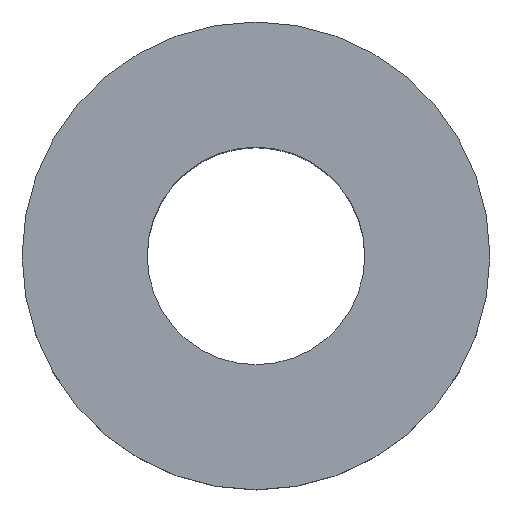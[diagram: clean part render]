
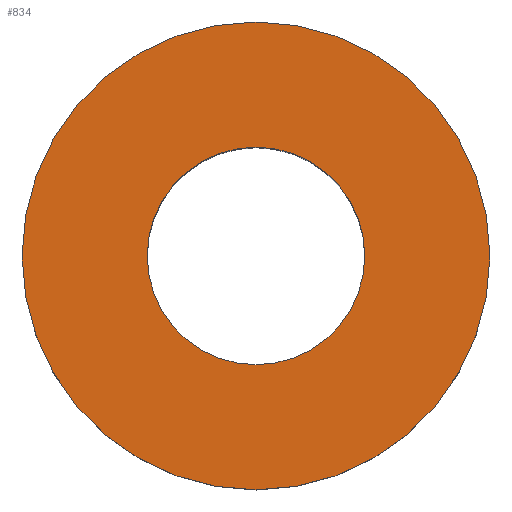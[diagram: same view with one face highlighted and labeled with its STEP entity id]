
A CAD part, top view. The second image highlights one B-rep face of the part: STEP entity #834.
In plain terms, the highlighted planar face has unit normal (0, 0, 1).
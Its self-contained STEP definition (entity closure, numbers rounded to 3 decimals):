
#341=CARTESIAN_POINT('',(0.,0.,0.));
#342=DIRECTION('',(0.,0.,-1.));
#343=DIRECTION('',(0.,1.,0.));
#344=AXIS2_PLACEMENT_3D('',#341,#342,#343);
#349=CARTESIAN_POINT('',(0.,0.,0.));
#350=DIRECTION('',(0.,0.,1.));
#351=DIRECTION('',(0.,1.,0.));
#352=AXIS2_PLACEMENT_3D('',#349,#350,#351);
#357=CARTESIAN_POINT('',(0.,0.,0.));
#358=DIRECTION('',(0.,0.,-1.));
#359=DIRECTION('',(0.,1.,0.));
#360=AXIS2_PLACEMENT_3D('',#357,#358,#359);
#365=CARTESIAN_POINT('',(0.,0.,0.));
#366=DIRECTION('',(0.,0.,-1.));
#367=DIRECTION('',(0.,-1.,0.));
#368=AXIS2_PLACEMENT_3D('',#365,#366,#367);
#445=CARTESIAN_POINT('',(0.,15.,0.));
#446=VERTEX_POINT('',#445);
#447=CARTESIAN_POINT('',(0.,-15.,0.));
#448=VERTEX_POINT('',#447);
#482=CARTESIAN_POINT('',(0.,32.25,0.));
#484=VERTEX_POINT('',#482);
#486=CARTESIAN_POINT('',(0.,-32.25,0.));
#488=VERTEX_POINT('',#486);
#819=CARTESIAN_POINT('',(0.,0.,0.));
#820=DIRECTION('',(0.,0.,1.));
#821=DIRECTION('',(0.,1.,0.));
#822=AXIS2_PLACEMENT_3D('',#819,#820,#821);
#823=PLANE('',#822);
#824=ORIENTED_EDGE('',*,*,#814,.T.);
#825=ORIENTED_EDGE('',*,*,#798,.F.);
#826=EDGE_LOOP('',(#824,#825));
#827=FACE_OUTER_BOUND('',#826,.F.);
#829=ORIENTED_EDGE('',*,*,#828,.F.);
#831=ORIENTED_EDGE('',*,*,#830,.F.);
#832=EDGE_LOOP('',(#829,#831));
#833=FACE_BOUND('',#832,.F.);
#345=CIRCLE('',#344,32.25);
#353=CIRCLE('',#352,32.25);
#361=CIRCLE('',#360,15.);
#369=CIRCLE('',#368,15.);
#798=EDGE_CURVE('',#484,#488,#353,.T.);
#814=EDGE_CURVE('',#484,#488,#345,.T.);
#828=EDGE_CURVE('',#446,#448,#361,.T.);
#830=EDGE_CURVE('',#448,#446,#369,.T.);
#834=ADVANCED_FACE('',(#827,#833),#823,.T.);
